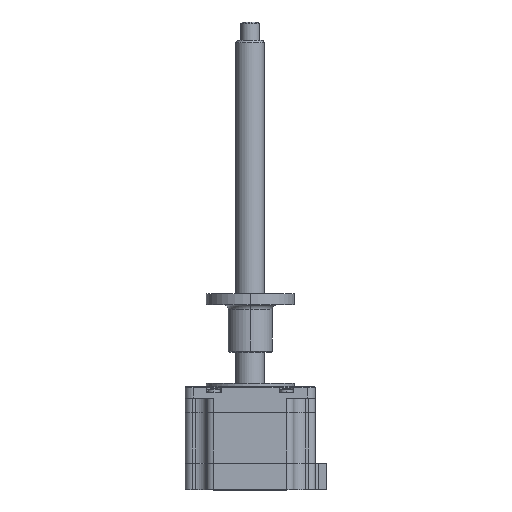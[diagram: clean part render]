
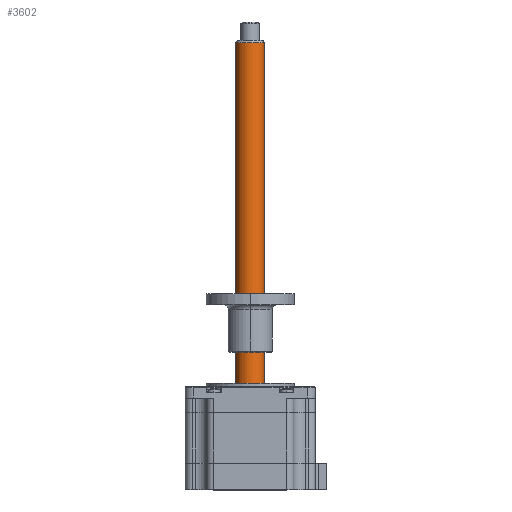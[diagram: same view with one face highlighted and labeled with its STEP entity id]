
A CAD part, top view. The second image highlights one B-rep face of the part: STEP entity #3602.
In plain terms, the highlighted cylindrical face has radius 6.225 mm (diameter 12.45 mm), a partial arc.
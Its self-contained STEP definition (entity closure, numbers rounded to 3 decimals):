
#54 = DIRECTION ( 'NONE',  ( 0., -1., 0. ) ) ;
#137 = CARTESIAN_POINT ( 'NONE',  ( -17.293, 152.999, 33.35 ) ) ;
#836 = EDGE_CURVE ( 'NONE', #9011, #5392, #12718, .T. ) ;
#889 = AXIS2_PLACEMENT_3D ( 'NONE', #5729, #12869, #6748 ) ;
#1127 = LINE ( 'NONE', #6145, #8712 ) ;
#1421 = VERTEX_POINT ( 'NONE', #10178 ) ;
#2095 = ORIENTED_EDGE ( 'NONE', *, *, #836, .T. ) ;
#2105 = ORIENTED_EDGE ( 'NONE', *, *, #12868, .F. ) ;
#2118 = CARTESIAN_POINT ( 'NONE',  ( -11.226, 152.999, 34.744 ) ) ;
#3602 = ADVANCED_FACE ( 'NONE', ( #3860 ), #9000, .T. ) ;
#3860 = FACE_OUTER_BOUND ( 'NONE', #4670, .T. ) ;
#4136 = CIRCLE ( 'NONE', #889, 6.225 ) ;
#4670 = EDGE_LOOP ( 'NONE', ( #10576, #2095, #9849, #2105 ) ) ;
#4885 = AXIS2_PLACEMENT_3D ( 'NONE', #12173, #8077, #8120 ) ;
#5156 = VERTEX_POINT ( 'NONE', #9426 ) ;
#5183 = LINE ( 'NONE', #12002, #7582 ) ;
#5392 = VERTEX_POINT ( 'NONE', #11833 ) ;
#5729 = CARTESIAN_POINT ( 'NONE',  ( -17.293, 3.999, 33.35 ) ) ;
#6145 = CARTESIAN_POINT ( 'NONE',  ( -11.226, 153.999, 34.744 ) ) ;
#6748 = DIRECTION ( 'NONE',  ( -0.975, 0., -0.224 ) ) ;
#7582 = VECTOR ( 'NONE', #9943, 1000. ) ;
#8077 = DIRECTION ( 'NONE',  ( 0., -1., 0. ) ) ;
#8120 = DIRECTION ( 'NONE',  ( -0.975, 0., -0.224 ) ) ;
#8344 = AXIS2_PLACEMENT_3D ( 'NONE', #137, #54, #9371 ) ;
#8712 = VECTOR ( 'NONE', #11289, 1000. ) ;
#9000 = CYLINDRICAL_SURFACE ( 'NONE', #4885, 6.225 ) ;
#9011 = VERTEX_POINT ( 'NONE', #2118 ) ;
#9371 = DIRECTION ( 'NONE',  ( 0.975, 0., 0.224 ) ) ;
#9426 = CARTESIAN_POINT ( 'NONE',  ( -11.226, 3.999, 34.744 ) ) ;
#9849 = ORIENTED_EDGE ( 'NONE', *, *, #10057, .T. ) ;
#9943 = DIRECTION ( 'NONE',  ( 0., -1., 0. ) ) ;
#10057 = EDGE_CURVE ( 'NONE', #5392, #1421, #5183, .T. ) ;
#10178 = CARTESIAN_POINT ( 'NONE',  ( -23.36, 3.999, 31.956 ) ) ;
#10226 = EDGE_CURVE ( 'NONE', #9011, #5156, #1127, .T. ) ;
#10576 = ORIENTED_EDGE ( 'NONE', *, *, #10226, .F. ) ;
#11289 = DIRECTION ( 'NONE',  ( 0., -1., 0. ) ) ;
#11833 = CARTESIAN_POINT ( 'NONE',  ( -23.36, 152.999, 31.956 ) ) ;
#12002 = CARTESIAN_POINT ( 'NONE',  ( -23.36, 153.999, 31.956 ) ) ;
#12173 = CARTESIAN_POINT ( 'NONE',  ( -17.293, 153.999, 33.35 ) ) ;
#12718 = CIRCLE ( 'NONE', #8344, 6.225 ) ;
#12868 = EDGE_CURVE ( 'NONE', #5156, #1421, #4136, .T. ) ;
#12869 = DIRECTION ( 'NONE',  ( 0., -1., 0. ) ) ;
